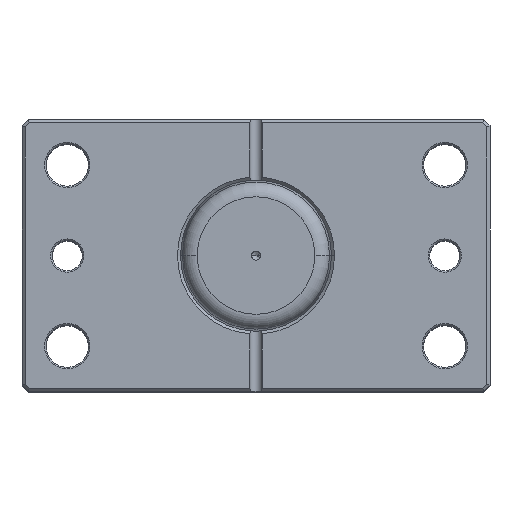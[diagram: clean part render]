
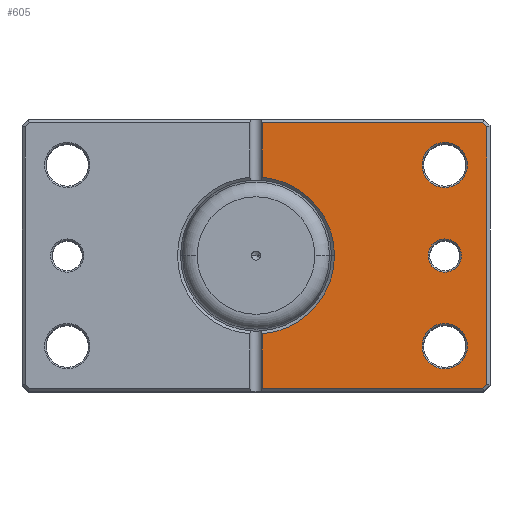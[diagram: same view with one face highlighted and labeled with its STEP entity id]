
A CAD part, top view. The second image highlights one B-rep face of the part: STEP entity #605.
In plain terms, the highlighted face is planar.
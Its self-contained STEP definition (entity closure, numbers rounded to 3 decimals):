
#125 = ORIENTED_EDGE ( 'NONE', *, *, #6569, .T. ) ;
#201 = VERTEX_POINT ( 'NONE', #4244 ) ;
#228 = VERTEX_POINT ( 'NONE', #4542 ) ;
#248 = EDGE_CURVE ( 'NONE', #3328, #5127, #3812, .T. ) ;
#249 = CARTESIAN_POINT ( 'NONE',  ( -57., 0., 0. ) ) ;
#263 = FACE_OUTER_BOUND ( 'NONE', #1391, .T. ) ;
#283 = ORIENTED_EDGE ( 'NONE', *, *, #3896, .T. ) ;
#285 = EDGE_CURVE ( 'NONE', #3648, #228, #530, .T. ) ;
#296 = DIRECTION ( 'NONE',  ( 0., 0., 1. ) ) ;
#340 = AXIS2_PLACEMENT_3D ( 'NONE', #593, #5056, #2658 ) ;
#349 = DIRECTION ( 'NONE',  ( 1., 0., 0. ) ) ;
#361 = DIRECTION ( 'NONE',  ( 0., 0., 1. ) ) ;
#367 = CARTESIAN_POINT ( 'NONE',  ( -2., 45., 0. ) ) ;
#435 = AXIS2_PLACEMENT_3D ( 'NONE', #5564, #2242, #6129 ) ;
#481 = VECTOR ( 'NONE', #3883, 1000. ) ;
#530 = LINE ( 'NONE', #367, #1990 ) ;
#577 = CARTESIAN_POINT ( 'NONE',  ( -62.5, 30., 0. ) ) ;
#593 = CARTESIAN_POINT ( 'NONE',  ( 0., 0., 0. ) ) ;
#605 = ADVANCED_FACE ( 'NONE', ( #3197, #5969, #6143, #263 ), #2093, .F. ) ;
#608 = AXIS2_PLACEMENT_3D ( 'NONE', #3607, #296, #4152 ) ;
#693 = VECTOR ( 'NONE', #5756, 1000. ) ;
#701 = CARTESIAN_POINT ( 'NONE',  ( -62.5, -30., 0. ) ) ;
#762 = CARTESIAN_POINT ( 'NONE',  ( -76.5, 42.586, 0. ) ) ;
#780 = LINE ( 'NONE', #2970, #3557 ) ;
#784 = CARTESIAN_POINT ( 'NONE',  ( -76.5, 0., 0. ) ) ;
#889 = CIRCLE ( 'NONE', #608, 7.5 ) ;
#913 = CIRCLE ( 'NONE', #4621, 7.5 ) ;
#921 = DIRECTION ( 'NONE',  ( 0., -1., 0. ) ) ;
#940 = CARTESIAN_POINT ( 'NONE',  ( 0., 0., 0. ) ) ;
#1119 = DIRECTION ( 'NONE',  ( 1., 0., 0. ) ) ;
#1149 = VERTEX_POINT ( 'NONE', #2303 ) ;
#1272 = EDGE_CURVE ( 'NONE', #6415, #5947, #4367, .T. ) ;
#1307 = ORIENTED_EDGE ( 'NONE', *, *, #4722, .T. ) ;
#1320 = ORIENTED_EDGE ( 'NONE', *, *, #4863, .T. ) ;
#1347 = DIRECTION ( 'NONE',  ( 0., 0., 1. ) ) ;
#1391 = EDGE_LOOP ( 'NONE', ( #6774, #4916, #5848, #3857, #4442, #2429, #6698, #4093, #1307 ) ) ;
#1436 = EDGE_CURVE ( 'NONE', #3698, #7056, #913, .T. ) ;
#1495 = DIRECTION ( 'NONE',  ( 1., 0., 0. ) ) ;
#1798 = DIRECTION ( 'NONE',  ( 0., 0., 1. ) ) ;
#1863 = CIRCLE ( 'NONE', #4192, 26. ) ;
#1965 = CIRCLE ( 'NONE', #5367, 5.5 ) ;
#1990 = VECTOR ( 'NONE', #921, 1000. ) ;
#2055 = EDGE_CURVE ( 'NONE', #7001, #5481, #6180, .T. ) ;
#2093 = PLANE ( 'NONE',  #340 ) ;
#2106 = VERTEX_POINT ( 'NONE', #4414 ) ;
#2242 = DIRECTION ( 'NONE',  ( 0., 0., 1. ) ) ;
#2277 = VECTOR ( 'NONE', #6331, 1000. ) ;
#2303 = CARTESIAN_POINT ( 'NONE',  ( -26., 0., 0. ) ) ;
#2429 = ORIENTED_EDGE ( 'NONE', *, *, #2055, .T. ) ;
#2454 = LINE ( 'NONE', #784, #2277 ) ;
#2533 = CARTESIAN_POINT ( 'NONE',  ( -75.086, -44., 0. ) ) ;
#2658 = DIRECTION ( 'NONE',  ( 1., 0., 0. ) ) ;
#2682 = EDGE_CURVE ( 'NONE', #7056, #3698, #889, .T. ) ;
#2719 = CARTESIAN_POINT ( 'NONE',  ( -2., -25.923, 0. ) ) ;
#2899 = VECTOR ( 'NONE', #7003, 1000. ) ;
#2956 = ORIENTED_EDGE ( 'NONE', *, *, #3433, .T. ) ;
#2970 = CARTESIAN_POINT ( 'NONE',  ( 0., -44., 0. ) ) ;
#3036 = CIRCLE ( 'NONE', #5919, 7.5 ) ;
#3197 = FACE_BOUND ( 'NONE', #5546, .T. ) ;
#3263 = CIRCLE ( 'NONE', #435, 26. ) ;
#3295 = DIRECTION ( 'NONE',  ( 0., 0., 1. ) ) ;
#3318 = CARTESIAN_POINT ( 'NONE',  ( -59.543, -59.543, 0. ) ) ;
#3328 = VERTEX_POINT ( 'NONE', #2719 ) ;
#3340 = DIRECTION ( 'NONE',  ( 1., 0., 0. ) ) ;
#3433 = EDGE_CURVE ( 'NONE', #4882, #2106, #1965, .T. ) ;
#3478 = EDGE_CURVE ( 'NONE', #1149, #3328, #3263, .T. ) ;
#3532 = DIRECTION ( 'NONE',  ( -1., 0., 0. ) ) ;
#3557 = VECTOR ( 'NONE', #3532, 1000. ) ;
#3607 = CARTESIAN_POINT ( 'NONE',  ( -62.5, -30., 0. ) ) ;
#3648 = VERTEX_POINT ( 'NONE', #6808 ) ;
#3671 = CARTESIAN_POINT ( 'NONE',  ( -76.5, -42.586, 0. ) ) ;
#3675 = CARTESIAN_POINT ( 'NONE',  ( -62.5, 30., 0. ) ) ;
#3678 = CARTESIAN_POINT ( 'NONE',  ( -70., -30., 0. ) ) ;
#3698 = VERTEX_POINT ( 'NONE', #5192 ) ;
#3812 = LINE ( 'NONE', #4789, #693 ) ;
#3857 = ORIENTED_EDGE ( 'NONE', *, *, #248, .T. ) ;
#3879 = CARTESIAN_POINT ( 'NONE',  ( -70., 30., 0. ) ) ;
#3883 = DIRECTION ( 'NONE',  ( -0.707, 0.707, 0. ) ) ;
#3896 = EDGE_CURVE ( 'NONE', #201, #5817, #4125, .T. ) ;
#3964 = EDGE_LOOP ( 'NONE', ( #125, #283 ) ) ;
#3987 = AXIS2_PLACEMENT_3D ( 'NONE', #577, #4418, #1119 ) ;
#4093 = ORIENTED_EDGE ( 'NONE', *, *, #1272, .T. ) ;
#4125 = CIRCLE ( 'NONE', #3987, 7.5 ) ;
#4152 = DIRECTION ( 'NONE',  ( 1., 0., 0. ) ) ;
#4192 = AXIS2_PLACEMENT_3D ( 'NONE', #940, #4818, #1495 ) ;
#4220 = EDGE_CURVE ( 'NONE', #228, #1149, #1863, .T. ) ;
#4224 = DIRECTION ( 'NONE',  ( 1., 0., 0. ) ) ;
#4244 = CARTESIAN_POINT ( 'NONE',  ( -55., 30., 0. ) ) ;
#4276 = EDGE_LOOP ( 'NONE', ( #5940, #6674 ) ) ;
#4367 = LINE ( 'NONE', #4865, #2899 ) ;
#4414 = CARTESIAN_POINT ( 'NONE',  ( -68., 0., 0. ) ) ;
#4418 = DIRECTION ( 'NONE',  ( 0., 0., 1. ) ) ;
#4442 = ORIENTED_EDGE ( 'NONE', *, *, #6406, .T. ) ;
#4542 = CARTESIAN_POINT ( 'NONE',  ( -2., 25.923, 0. ) ) ;
#4612 = VECTOR ( 'NONE', #3340, 1000. ) ;
#4621 = AXIS2_PLACEMENT_3D ( 'NONE', #701, #1798, #5690 ) ;
#4654 = CARTESIAN_POINT ( 'NONE',  ( -62.5, 0., 0. ) ) ;
#4722 = EDGE_CURVE ( 'NONE', #5947, #3648, #6101, .T. ) ;
#4789 = CARTESIAN_POINT ( 'NONE',  ( -2., 45., 0. ) ) ;
#4818 = DIRECTION ( 'NONE',  ( 0., 0., 1. ) ) ;
#4863 = EDGE_CURVE ( 'NONE', #2106, #4882, #5391, .T. ) ;
#4865 = CARTESIAN_POINT ( 'NONE',  ( -59.543, 59.543, 0. ) ) ;
#4882 = VERTEX_POINT ( 'NONE', #249 ) ;
#4889 = EDGE_CURVE ( 'NONE', #5481, #6415, #2454, .T. ) ;
#4916 = ORIENTED_EDGE ( 'NONE', *, *, #4220, .T. ) ;
#5056 = DIRECTION ( 'NONE',  ( 0., 0., 1. ) ) ;
#5073 = CARTESIAN_POINT ( 'NONE',  ( -75.086, 44., 0. ) ) ;
#5127 = VERTEX_POINT ( 'NONE', #6044 ) ;
#5192 = CARTESIAN_POINT ( 'NONE',  ( -55., -30., 0. ) ) ;
#5211 = DIRECTION ( 'NONE',  ( 1., 0., 0. ) ) ;
#5367 = AXIS2_PLACEMENT_3D ( 'NONE', #6600, #3295, #349 ) ;
#5391 = CIRCLE ( 'NONE', #5767, 5.5 ) ;
#5481 = VERTEX_POINT ( 'NONE', #3671 ) ;
#5546 = EDGE_LOOP ( 'NONE', ( #1320, #2956 ) ) ;
#5564 = CARTESIAN_POINT ( 'NONE',  ( 0., 0., 0. ) ) ;
#5690 = DIRECTION ( 'NONE',  ( 1., 0., 0. ) ) ;
#5756 = DIRECTION ( 'NONE',  ( 0., -1., 0. ) ) ;
#5767 = AXIS2_PLACEMENT_3D ( 'NONE', #4654, #1347, #5211 ) ;
#5817 = VERTEX_POINT ( 'NONE', #3879 ) ;
#5848 = ORIENTED_EDGE ( 'NONE', *, *, #3478, .T. ) ;
#5919 = AXIS2_PLACEMENT_3D ( 'NONE', #3675, #361, #4224 ) ;
#5940 = ORIENTED_EDGE ( 'NONE', *, *, #2682, .T. ) ;
#5947 = VERTEX_POINT ( 'NONE', #5073 ) ;
#5969 = FACE_BOUND ( 'NONE', #4276, .T. ) ;
#6044 = CARTESIAN_POINT ( 'NONE',  ( -2., -44., 0. ) ) ;
#6100 = CARTESIAN_POINT ( 'NONE',  ( 0., 44., 0. ) ) ;
#6101 = LINE ( 'NONE', #6100, #4612 ) ;
#6129 = DIRECTION ( 'NONE',  ( 1., 0., 0. ) ) ;
#6143 = FACE_BOUND ( 'NONE', #3964, .T. ) ;
#6180 = LINE ( 'NONE', #3318, #481 ) ;
#6331 = DIRECTION ( 'NONE',  ( 0., 1., 0. ) ) ;
#6406 = EDGE_CURVE ( 'NONE', #5127, #7001, #780, .T. ) ;
#6415 = VERTEX_POINT ( 'NONE', #762 ) ;
#6569 = EDGE_CURVE ( 'NONE', #5817, #201, #3036, .T. ) ;
#6600 = CARTESIAN_POINT ( 'NONE',  ( -62.5, 0., 0. ) ) ;
#6674 = ORIENTED_EDGE ( 'NONE', *, *, #1436, .T. ) ;
#6698 = ORIENTED_EDGE ( 'NONE', *, *, #4889, .T. ) ;
#6774 = ORIENTED_EDGE ( 'NONE', *, *, #285, .T. ) ;
#6808 = CARTESIAN_POINT ( 'NONE',  ( -2., 44., 0. ) ) ;
#7001 = VERTEX_POINT ( 'NONE', #2533 ) ;
#7003 = DIRECTION ( 'NONE',  ( 0.707, 0.707, 0. ) ) ;
#7056 = VERTEX_POINT ( 'NONE', #3678 ) ;
